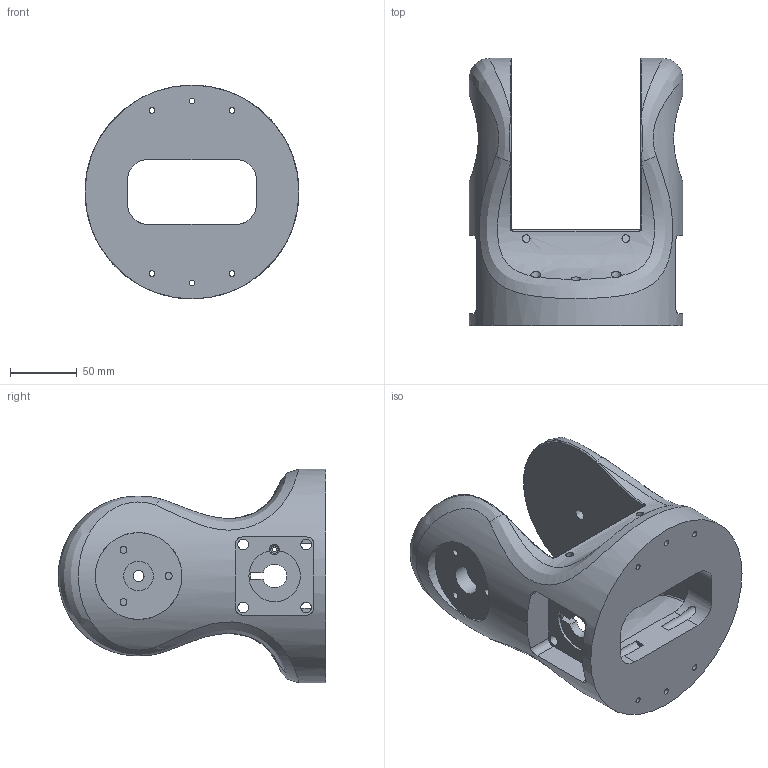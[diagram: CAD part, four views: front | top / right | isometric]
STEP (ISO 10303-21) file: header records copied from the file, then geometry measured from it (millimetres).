
FILE_DESCRIPTION(/* description */ (''),/* implementation_level */ '2;1');
FILE_NAME(/* name */ '2M1D v4.step',/* time_stamp */ '2019-03-05T07:33:25-06:00',/* author */ (''),/* organization */ (''),/* preprocessor_version */ 'ST-DEVELOPER v17.2',/* originating_system */ 'Autodesk Translation Framework v7.6.0.251',/* authorisation */ '');
FILE_SCHEMA (('AUTOMOTIVE_DESIGN { 1 0 10303 214 3 1 1 }'));
Length unit declared in the file: millimetre
Products named in the file (1): 2M1D
Bounding box: 160 x 200 x 160 mm (x, y, z)
Volume: 1270128 mm3; surface area: 157215.8 mm2
Topology: 1 solids, 1 shells, 169 faces, 462 edges, 303 vertices
Faces by surface type: cylinder 67, plane 67, bspline 26, torus 5, cone 4
Full cylindrical faces by diameter (mm): 3.3 x2, 4.3 x6, 5.2 x6, 5.6 x2, 5.7 x2, 7.4 x6, 8 x8, 8.2 x2, 22.25 x2, 65 x2, 160 x1
Entity records: 13735 total; most frequent: CARTESIAN_POINT 9486, ORIENTED_EDGE 918, DIRECTION 807, EDGE_CURVE 459, AXIS2_PLACEMENT_3D 316, VERTEX_POINT 303, EDGE_LOOP 226, LINE 175
